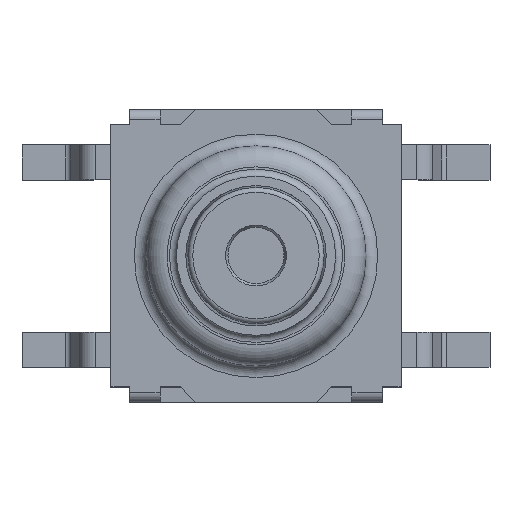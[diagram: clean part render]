
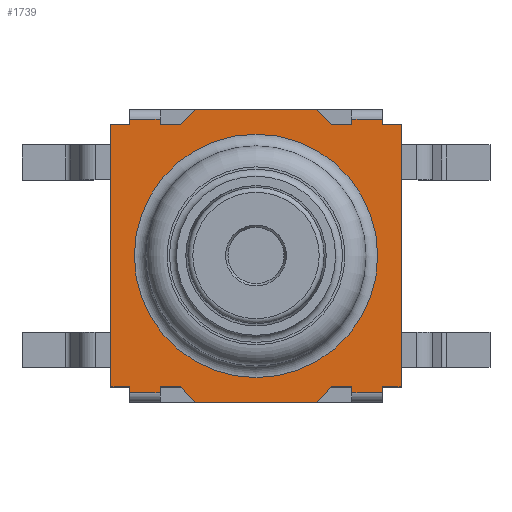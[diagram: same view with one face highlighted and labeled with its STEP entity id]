
A CAD part, top view. The second image highlights one B-rep face of the part: STEP entity #1739.
In plain terms, the highlighted planar face has unit normal (0, 0, 1).
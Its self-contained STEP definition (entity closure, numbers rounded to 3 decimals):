
#13=DIRECTION('',(0.,0.,1.));
#27=VECTOR('',#28,1.);
#28=DIRECTION('',(1.,0.,0.));
#56=VECTOR('',#57,1.);
#57=DIRECTION('',(1.,0.,0.));
#76=DIRECTION('',(0.,1.,0.));
#86=VECTOR('',#76,1.);
#92=VECTOR('',#93,1.);
#93=DIRECTION('',(-1.,0.,0.));
#97=VECTOR('',#98,1.);
#98=DIRECTION('',(0.,-1.,0.));
#229=VECTOR('',#230,1.);
#230=DIRECTION('',(0.,-1.,0.));
#245=DIRECTION('',(-1.,0.,0.));
#289=VECTOR('',#290,1.);
#290=DIRECTION('',(0.707,-0.707,0.));
#379=VECTOR('',#380,1.);
#380=DIRECTION('',(-1.,0.,0.));
#753=VECTOR('',#245,1.);
#825=VERTEX_POINT('',#826);
#826=CARTESIAN_POINT('',(-2.05,-2.8,2.9));
#828=ORIENTED_EDGE('',*,*,#829,.T.);
#829=EDGE_CURVE('',#825,#830,#832,.T.);
#830=VERTEX_POINT('',#831);
#831=CARTESIAN_POINT('',(-1.61,-2.8,2.9));
#832=LINE('',#833,#27);
#833=CARTESIAN_POINT('',(-3.1,-2.8,2.9));
#853=VECTOR('',#854,1.);
#854=DIRECTION('',(1.,0.,0.));
#858=VECTOR('',#859,1.);
#859=DIRECTION('',(0.707,0.707,0.));
#866=VERTEX_POINT('',#867);
#867=CARTESIAN_POINT('',(1.61,-2.8,2.9));
#869=ORIENTED_EDGE('',*,*,#870,.T.);
#870=EDGE_CURVE('',#866,#871,#832,.T.);
#871=VERTEX_POINT('',#872);
#872=CARTESIAN_POINT('',(2.05,-2.8,2.9));
#1333=VECTOR('',#1334,1.);
#1334=DIRECTION('',(0.,1.,0.));
#1349=DIRECTION('',(1.,0.,0.));
#1387=VERTEX_POINT('',#1388);
#1388=CARTESIAN_POINT('',(3.1,-2.8,2.9));
#1390=ORIENTED_EDGE('',*,*,#1391,.T.);
#1391=EDGE_CURVE('',#1387,#1392,#1394,.T.);
#1392=VERTEX_POINT('',#1393);
#1393=CARTESIAN_POINT('',(3.1,2.8,2.9));
#1394=LINE('',#1388,#86);
#1620=VERTEX_POINT('',#1621);
#1621=CARTESIAN_POINT('',(2.05,-2.925,2.9));
#1625=EDGE_CURVE('',#871,#1620,#1626,.T.);
#1626=LINE('',#872,#229);
#1653=VERTEX_POINT('',#1654);
#1654=CARTESIAN_POINT('',(-2.05,-2.925,2.9));
#1657=ORIENTED_EDGE('',*,*,#1658,.F.);
#1658=EDGE_CURVE('',#825,#1653,#1659,.T.);
#1659=LINE('',#826,#229);
#1670=VERTEX_POINT('',#1671);
#1671=CARTESIAN_POINT('',(-3.1,2.8,2.9));
#1673=ORIENTED_EDGE('',*,*,#1674,.T.);
#1674=EDGE_CURVE('',#1670,#1675,#1676,.T.);
#1675=VERTEX_POINT('',#833);
#1676=LINE('',#1671,#97);
#1692=VERTEX_POINT('',#1693);
#1693=CARTESIAN_POINT('',(-2.7,-2.8,2.9));
#1695=ORIENTED_EDGE('',*,*,#1696,.T.);
#1696=EDGE_CURVE('',#1692,#1697,#1699,.T.);
#1697=VERTEX_POINT('',#1698);
#1698=CARTESIAN_POINT('',(-2.7,-2.925,2.9));
#1699=LINE('',#1693,#229);
#1720=ORIENTED_EDGE('',*,*,#1721,.T.);
#1721=EDGE_CURVE('',#1675,#1692,#832,.T.);
#1727=ORIENTED_EDGE('',*,*,#1728,.T.);
#1728=EDGE_CURVE('',#830,#1729,#1731,.T.);
#1729=VERTEX_POINT('',#1730);
#1730=CARTESIAN_POINT('',(-1.285,-3.125,2.9));
#1731=LINE('',#831,#289);
#1739=ADVANCED_FACE('',(#1740,#1827),#1836,.T.);
#1740=FACE_BOUND('',#1741,.T.);
#1741=EDGE_LOOP('',(#1720,#1695,#1742,#1657,#828,#1727,#1745,#1750,#869,#1753,#1754,#1759,#1764,#1390,#1766,#1771,#1776,#1782,#1787,#1791,#1796,#1801,#1806,#1810,#1815,#1820,#1825,#1673));
#1742=ORIENTED_EDGE('',*,*,#1743,.F.);
#1743=EDGE_CURVE('',#1653,#1697,#1744,.T.);
#1744=LINE('',#1654,#753);
#1745=ORIENTED_EDGE('',*,*,#1746,.T.);
#1746=EDGE_CURVE('',#1729,#1747,#1749,.T.);
#1747=VERTEX_POINT('',#1748);
#1748=CARTESIAN_POINT('',(1.285,-3.125,2.9));
#1749=LINE('',#1730,#853);
#1750=ORIENTED_EDGE('',*,*,#1751,.T.);
#1751=EDGE_CURVE('',#1747,#866,#1752,.T.);
#1752=LINE('',#1748,#858);
#1753=ORIENTED_EDGE('',*,*,#1625,.T.);
#1754=ORIENTED_EDGE('',*,*,#1755,.T.);
#1755=EDGE_CURVE('',#1620,#1756,#1758,.T.);
#1756=VERTEX_POINT('',#1757);
#1757=CARTESIAN_POINT('',(2.7,-2.925,2.9));
#1758=LINE('',#1621,#56);
#1759=ORIENTED_EDGE('',*,*,#1760,.F.);
#1760=EDGE_CURVE('',#1761,#1756,#1763,.T.);
#1761=VERTEX_POINT('',#1762);
#1762=CARTESIAN_POINT('',(2.7,-2.8,2.9));
#1763=LINE('',#1762,#229);
#1764=ORIENTED_EDGE('',*,*,#1765,.T.);
#1765=EDGE_CURVE('',#1761,#1387,#832,.T.);
#1766=ORIENTED_EDGE('',*,*,#1767,.T.);
#1767=EDGE_CURVE('',#1392,#1768,#1770,.T.);
#1768=VERTEX_POINT('',#1769);
#1769=CARTESIAN_POINT('',(2.7,2.8,2.9));
#1770=LINE('',#1393,#92);
#1771=ORIENTED_EDGE('',*,*,#1772,.T.);
#1772=EDGE_CURVE('',#1768,#1773,#1775,.T.);
#1773=VERTEX_POINT('',#1774);
#1774=CARTESIAN_POINT('',(2.7,2.925,2.9));
#1775=LINE('',#1769,#1333);
#1776=ORIENTED_EDGE('',*,*,#1777,.F.);
#1777=EDGE_CURVE('',#1778,#1773,#1780,.T.);
#1778=VERTEX_POINT('',#1779);
#1779=CARTESIAN_POINT('',(2.05,2.925,2.9));
#1780=LINE('',#1779,#1781);
#1781=VECTOR('',#1349,1.);
#1782=ORIENTED_EDGE('',*,*,#1783,.F.);
#1783=EDGE_CURVE('',#1784,#1778,#1786,.T.);
#1784=VERTEX_POINT('',#1785);
#1785=CARTESIAN_POINT('',(2.05,2.8,2.9));
#1786=LINE('',#1785,#1333);
#1787=ORIENTED_EDGE('',*,*,#1788,.T.);
#1788=EDGE_CURVE('',#1784,#1789,#1770,.T.);
#1789=VERTEX_POINT('',#1790);
#1790=CARTESIAN_POINT('',(1.61,2.8,2.9));
#1791=ORIENTED_EDGE('',*,*,#1792,.F.);
#1792=EDGE_CURVE('',#1793,#1789,#1795,.T.);
#1793=VERTEX_POINT('',#1794);
#1794=CARTESIAN_POINT('',(1.285,3.125,2.9));
#1795=LINE('',#1794,#289);
#1796=ORIENTED_EDGE('',*,*,#1797,.F.);
#1797=EDGE_CURVE('',#1798,#1793,#1800,.T.);
#1798=VERTEX_POINT('',#1799);
#1799=CARTESIAN_POINT('',(-1.285,3.125,2.9));
#1800=LINE('',#1799,#1781);
#1801=ORIENTED_EDGE('',*,*,#1802,.F.);
#1802=EDGE_CURVE('',#1803,#1798,#1805,.T.);
#1803=VERTEX_POINT('',#1804);
#1804=CARTESIAN_POINT('',(-1.61,2.8,2.9));
#1805=LINE('',#1804,#858);
#1806=ORIENTED_EDGE('',*,*,#1807,.T.);
#1807=EDGE_CURVE('',#1803,#1808,#1770,.T.);
#1808=VERTEX_POINT('',#1809);
#1809=CARTESIAN_POINT('',(-2.05,2.8,2.9));
#1810=ORIENTED_EDGE('',*,*,#1811,.T.);
#1811=EDGE_CURVE('',#1808,#1812,#1814,.T.);
#1812=VERTEX_POINT('',#1813);
#1813=CARTESIAN_POINT('',(-2.05,2.925,2.9));
#1814=LINE('',#1809,#1333);
#1815=ORIENTED_EDGE('',*,*,#1816,.T.);
#1816=EDGE_CURVE('',#1812,#1817,#1819,.T.);
#1817=VERTEX_POINT('',#1818);
#1818=CARTESIAN_POINT('',(-2.7,2.925,2.9));
#1819=LINE('',#1813,#379);
#1820=ORIENTED_EDGE('',*,*,#1821,.F.);
#1821=EDGE_CURVE('',#1822,#1817,#1824,.T.);
#1822=VERTEX_POINT('',#1823);
#1823=CARTESIAN_POINT('',(-2.7,2.8,2.9));
#1824=LINE('',#1823,#1333);
#1825=ORIENTED_EDGE('',*,*,#1826,.T.);
#1826=EDGE_CURVE('',#1822,#1670,#1770,.T.);
#1827=FACE_BOUND('',#1828,.T.);
#1828=EDGE_LOOP('',(#1829));
#1829=ORIENTED_EDGE('',*,*,#1830,.F.);
#1830=EDGE_CURVE('',#1831,#1831,#1833,.T.);
#1831=VERTEX_POINT('',#1832);
#1832=CARTESIAN_POINT('',(2.6,0.,2.9));
#1833=CIRCLE('',#1834,2.6);
#1834=AXIS2_PLACEMENT_3D('',#1835,#13,#28);
#1835=CARTESIAN_POINT('',(0.,0.,2.9));
#1836=PLANE('',#1834);
